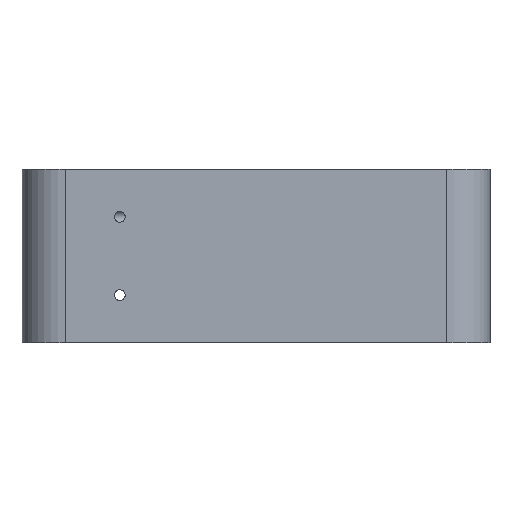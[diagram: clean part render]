
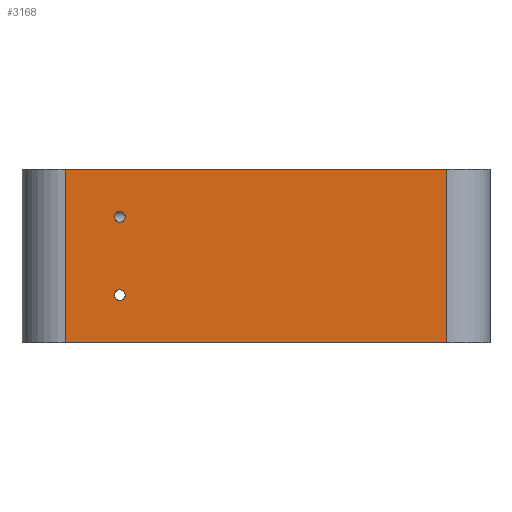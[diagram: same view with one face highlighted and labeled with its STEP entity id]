
A CAD part, front view. The second image highlights one B-rep face of the part: STEP entity #3168.
In plain terms, the highlighted planar face has unit normal (0, -1, 0).
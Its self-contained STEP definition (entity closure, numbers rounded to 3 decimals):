
#13 = EDGE_LOOP ( 'NONE', ( #3284, #979 ) ) ;
#46 = VECTOR ( 'NONE', #359, 1000. ) ;
#120 = CIRCLE ( 'NONE', #2366, 1.25 ) ;
#129 = CARTESIAN_POINT ( 'NONE',  ( 22.5, -50., 11. ) ) ;
#150 = ORIENTED_EDGE ( 'NONE', *, *, #1439, .F. ) ;
#165 = VERTEX_POINT ( 'NONE', #2927 ) ;
#211 = CIRCLE ( 'NONE', #3058, 1.25 ) ;
#216 = VERTEX_POINT ( 'NONE', #1059 ) ;
#218 = EDGE_CURVE ( 'NONE', #345, #3217, #542, .T. ) ;
#258 = EDGE_CURVE ( 'NONE', #3217, #345, #211, .T. ) ;
#345 = VERTEX_POINT ( 'NONE', #2732 ) ;
#354 = LINE ( 'NONE', #2193, #1490 ) ;
#359 = DIRECTION ( 'NONE',  ( 0., 0., -1. ) ) ;
#398 = DIRECTION ( 'NONE',  ( 0., -1., 0. ) ) ;
#465 = EDGE_LOOP ( 'NONE', ( #1506, #1413, #150, #3526 ) ) ;
#509 = AXIS2_PLACEMENT_3D ( 'NONE', #865, #3990, #2077 ) ;
#531 = FACE_BOUND ( 'NONE', #2756, .T. ) ;
#532 = CARTESIAN_POINT ( 'NONE',  ( 22.5, -50., 29. ) ) ;
#542 = CIRCLE ( 'NONE', #675, 1.25 ) ;
#675 = AXIS2_PLACEMENT_3D ( 'NONE', #3280, #1390, #2305 ) ;
#800 = FACE_OUTER_BOUND ( 'NONE', #465, .T. ) ;
#840 = DIRECTION ( 'NONE',  ( 0., 0., -1. ) ) ;
#865 = CARTESIAN_POINT ( 'NONE',  ( 0., -50., 0. ) ) ;
#933 = CARTESIAN_POINT ( 'NONE',  ( 0., -50., 0. ) ) ;
#979 = ORIENTED_EDGE ( 'NONE', *, *, #2174, .F. ) ;
#1059 = CARTESIAN_POINT ( 'NONE',  ( 22.5, -50., 27.75 ) ) ;
#1090 = DIRECTION ( 'NONE',  ( 0., -1., 0. ) ) ;
#1113 = CARTESIAN_POINT ( 'NONE',  ( 22.5, -50., 12.25 ) ) ;
#1185 = EDGE_CURVE ( 'NONE', #3722, #3577, #3816, .T. ) ;
#1209 = ORIENTED_EDGE ( 'NONE', *, *, #218, .F. ) ;
#1268 = DIRECTION ( 'NONE',  ( 1., 0., 0. ) ) ;
#1350 = DIRECTION ( 'NONE',  ( 0., 0., -1. ) ) ;
#1390 = DIRECTION ( 'NONE',  ( 0., -1., 0. ) ) ;
#1400 = CARTESIAN_POINT ( 'NONE',  ( 10., -50., 0. ) ) ;
#1413 = ORIENTED_EDGE ( 'NONE', *, *, #3499, .T. ) ;
#1439 = EDGE_CURVE ( 'NONE', #3722, #3222, #354, .T. ) ;
#1476 = CARTESIAN_POINT ( 'NONE',  ( 97.7, -50., 40. ) ) ;
#1490 = VECTOR ( 'NONE', #1522, 1000. ) ;
#1506 = ORIENTED_EDGE ( 'NONE', *, *, #2708, .T. ) ;
#1522 = DIRECTION ( 'NONE',  ( 1., 0., 0. ) ) ;
#1546 = ORIENTED_EDGE ( 'NONE', *, *, #258, .F. ) ;
#1622 = CARTESIAN_POINT ( 'NONE',  ( 97.7, -50., 0. ) ) ;
#1685 = LINE ( 'NONE', #2957, #3234 ) ;
#1731 = EDGE_CURVE ( 'NONE', #216, #165, #120, .T. ) ;
#1808 = DIRECTION ( 'NONE',  ( 0., 0., -1. ) ) ;
#2077 = DIRECTION ( 'NONE',  ( 0., 0., -1. ) ) ;
#2174 = EDGE_CURVE ( 'NONE', #165, #216, #3566, .T. ) ;
#2177 = LINE ( 'NONE', #933, #3092 ) ;
#2193 = CARTESIAN_POINT ( 'NONE',  ( 0., -50., 40. ) ) ;
#2305 = DIRECTION ( 'NONE',  ( 0., 0., -1. ) ) ;
#2366 = AXIS2_PLACEMENT_3D ( 'NONE', #532, #1090, #1808 ) ;
#2708 = EDGE_CURVE ( 'NONE', #3577, #3098, #2177, .T. ) ;
#2732 = CARTESIAN_POINT ( 'NONE',  ( 22.5, -50., 9.75 ) ) ;
#2756 = EDGE_LOOP ( 'NONE', ( #1546, #1209 ) ) ;
#2919 = DIRECTION ( 'NONE',  ( 0., 0., 1. ) ) ;
#2927 = CARTESIAN_POINT ( 'NONE',  ( 22.5, -50., 30.25 ) ) ;
#2957 = CARTESIAN_POINT ( 'NONE',  ( 97.7, -50., 0. ) ) ;
#3017 = PLANE ( 'NONE',  #509 ) ;
#3058 = AXIS2_PLACEMENT_3D ( 'NONE', #129, #398, #1350 ) ;
#3092 = VECTOR ( 'NONE', #1268, 1000. ) ;
#3098 = VERTEX_POINT ( 'NONE', #1622 ) ;
#3168 = ADVANCED_FACE ( 'NONE', ( #3707, #531, #800 ), #3017, .T. ) ;
#3217 = VERTEX_POINT ( 'NONE', #1113 ) ;
#3220 = AXIS2_PLACEMENT_3D ( 'NONE', #3313, #3664, #840 ) ;
#3222 = VERTEX_POINT ( 'NONE', #1476 ) ;
#3234 = VECTOR ( 'NONE', #2919, 1000. ) ;
#3280 = CARTESIAN_POINT ( 'NONE',  ( 22.5, -50., 11. ) ) ;
#3284 = ORIENTED_EDGE ( 'NONE', *, *, #1731, .F. ) ;
#3313 = CARTESIAN_POINT ( 'NONE',  ( 22.5, -50., 29. ) ) ;
#3499 = EDGE_CURVE ( 'NONE', #3098, #3222, #1685, .T. ) ;
#3509 = CARTESIAN_POINT ( 'NONE',  ( 10., -50., 0. ) ) ;
#3526 = ORIENTED_EDGE ( 'NONE', *, *, #1185, .T. ) ;
#3566 = CIRCLE ( 'NONE', #3220, 1.25 ) ;
#3577 = VERTEX_POINT ( 'NONE', #1400 ) ;
#3664 = DIRECTION ( 'NONE',  ( 0., -1., 0. ) ) ;
#3704 = CARTESIAN_POINT ( 'NONE',  ( 10., -50., 40. ) ) ;
#3707 = FACE_BOUND ( 'NONE', #13, .T. ) ;
#3722 = VERTEX_POINT ( 'NONE', #3704 ) ;
#3816 = LINE ( 'NONE', #3509, #46 ) ;
#3990 = DIRECTION ( 'NONE',  ( 0., -1., 0. ) ) ;
